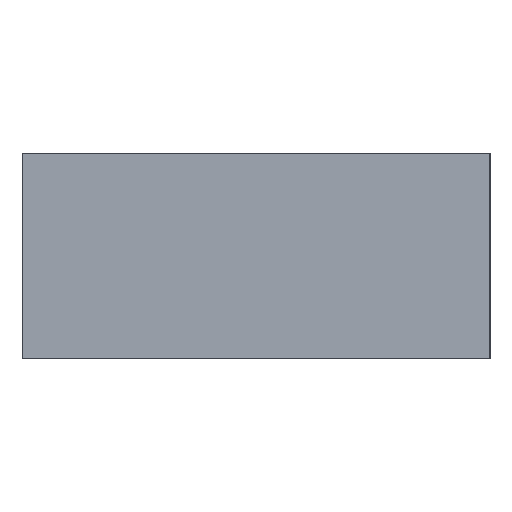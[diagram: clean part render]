
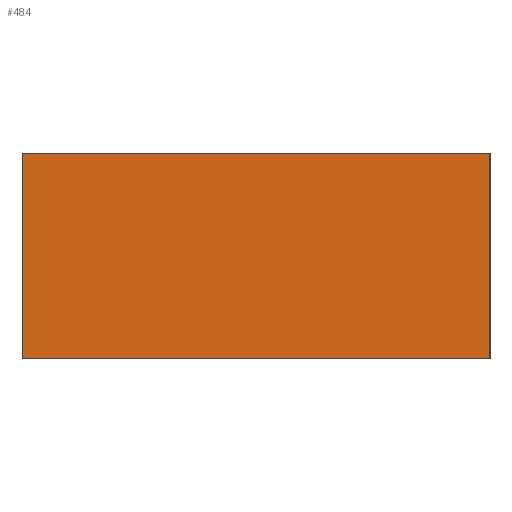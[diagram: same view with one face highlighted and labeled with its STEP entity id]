
A CAD part, left-side view. The second image highlights one B-rep face of the part: STEP entity #484.
In plain terms, the highlighted planar face has unit normal (-1, 0, 0).
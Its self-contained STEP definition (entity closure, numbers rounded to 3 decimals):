
#388=CARTESIAN_POINT('',(-1.0,-0.625,0.55));
#389=VERTEX_POINT('',#388);
#406=CARTESIAN_POINT('',(-1.0,0.625,0.55));
#407=VERTEX_POINT('',#406);
#414=CARTESIAN_POINT('',(-1.0,0.625,0.55));
#415=DIRECTION('',(0.0,-1.0,0.0));
#416=VECTOR('',#415,1.25);
#417=LINE('',#414,#416);
#418=EDGE_CURVE('',#407,#389,#417,.T.);
#430=CARTESIAN_POINT('',(-1.0,-0.625,0.0));
#431=VERTEX_POINT('',#430);
#438=CARTESIAN_POINT('',(-1.0,0.625,0.0));
#439=VERTEX_POINT('',#438);
#440=CARTESIAN_POINT('',(-1.0,-0.625,0.0));
#441=DIRECTION('',(0.0,1.0,0.0));
#442=VECTOR('',#441,1.25);
#443=LINE('',#440,#442);
#444=EDGE_CURVE('',#431,#439,#443,.T.);
#463=CARTESIAN_POINT('',(-1.0,0.0,0.275));
#464=DIRECTION('',(1.0,0.0,0.0));
#465=DIRECTION('',(0.0,0.0,1.0));
#466=AXIS2_PLACEMENT_3D('',#463,#464,#465);
#467=PLANE('',#466);
#468=CARTESIAN_POINT('',(-1.0,0.625,0.55));
#469=DIRECTION('',(0.0,0.0,-1.0));
#470=VECTOR('',#469,0.55);
#471=LINE('',#468,#470);
#472=EDGE_CURVE('',#407,#439,#471,.T.);
#473=ORIENTED_EDGE('',*,*,#472,.T.);
#474=ORIENTED_EDGE('',*,*,#444,.F.);
#475=CARTESIAN_POINT('',(-1.0,-0.625,0.55));
#476=DIRECTION('',(0.0,0.0,-1.0));
#477=VECTOR('',#476,0.55);
#478=LINE('',#475,#477);
#479=EDGE_CURVE('',#389,#431,#478,.T.);
#480=ORIENTED_EDGE('',*,*,#479,.F.);
#481=ORIENTED_EDGE('',*,*,#418,.F.);
#482=EDGE_LOOP('',(#473,#474,#480,#481));
#483=FACE_OUTER_BOUND('',#482,.T.);
#484=ADVANCED_FACE('',(#483),#467,.F.);
